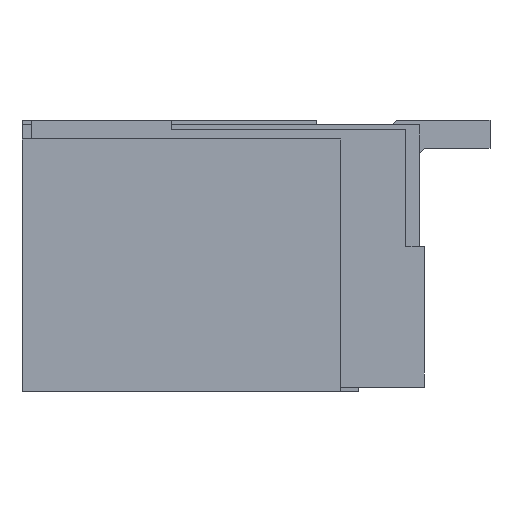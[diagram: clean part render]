
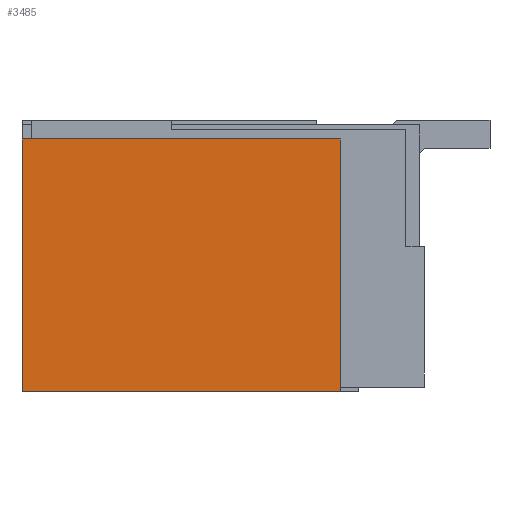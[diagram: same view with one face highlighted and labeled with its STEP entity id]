
A CAD part, left-side view. The second image highlights one B-rep face of the part: STEP entity #3485.
In plain terms, the highlighted planar face has unit normal (-1, 0, 0).
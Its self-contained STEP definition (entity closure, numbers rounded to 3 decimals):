
#986=DIRECTION('',(0.,0.,1.));
#987=VECTOR('',#986,2.7);
#988=CARTESIAN_POINT('',(-2.65,4.25,-0.925));
#989=LINE('',#988,#987);
#1644=DIRECTION('',(0.,0.,1.));
#1645=VECTOR('',#1644,2.7);
#1646=CARTESIAN_POINT('',(-2.65,0.85,-0.925));
#1647=LINE('',#1646,#1645);
#1651=DIRECTION('',(0.,1.,0.));
#1652=VECTOR('',#1651,3.4);
#1653=CARTESIAN_POINT('',(-2.65,0.85,-0.925));
#1654=LINE('',#1653,#1652);
#1658=DIRECTION('',(0.,-1.,0.));
#1659=VECTOR('',#1658,3.4);
#1660=CARTESIAN_POINT('',(-2.65,4.25,1.775));
#1661=LINE('',#1660,#1659);
#2030=CARTESIAN_POINT('',(-2.65,4.25,-0.925));
#2032=VERTEX_POINT('',#2030);
#2075=CARTESIAN_POINT('',(-2.65,0.85,-0.925));
#2076=CARTESIAN_POINT('',(-2.65,0.85,1.775));
#2077=VERTEX_POINT('',#2075);
#2078=VERTEX_POINT('',#2076);
#2079=CARTESIAN_POINT('',(-2.65,4.25,1.775));
#2080=VERTEX_POINT('',#2079);
#3473=CARTESIAN_POINT('',(-2.65,0.,-0.925));
#3474=DIRECTION('',(-1.,0.,0.));
#3475=DIRECTION('',(0.,0.,1.));
#3476=AXIS2_PLACEMENT_3D('',#3473,#3474,#3475);
#3477=PLANE('',#3476);
#3478=ORIENTED_EDGE('',*,*,#3466,.F.);
#3479=ORIENTED_EDGE('',*,*,#3267,.T.);
#3480=ORIENTED_EDGE('',*,*,#2963,.T.);
#3482=ORIENTED_EDGE('',*,*,#3481,.T.);
#3483=EDGE_LOOP('',(#3478,#3479,#3480,#3482));
#3484=FACE_OUTER_BOUND('',#3483,.F.);
#3485=ADVANCED_FACE('',(#3484),#3477,.T.);
#2963=EDGE_CURVE('',#2032,#2080,#989,.T.);
#3267=EDGE_CURVE('',#2077,#2032,#1654,.T.);
#3466=EDGE_CURVE('',#2077,#2078,#1647,.T.);
#3481=EDGE_CURVE('',#2080,#2078,#1661,.T.);
